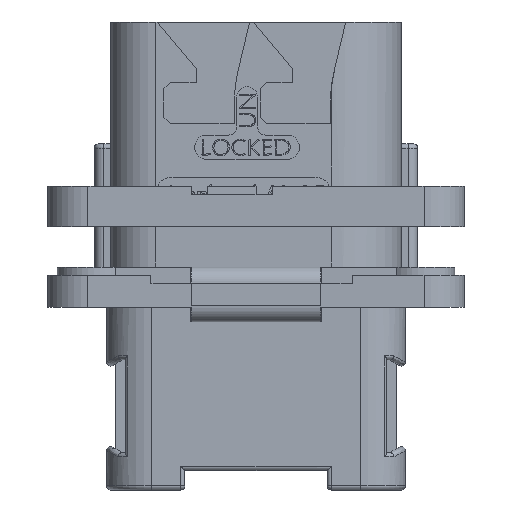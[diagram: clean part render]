
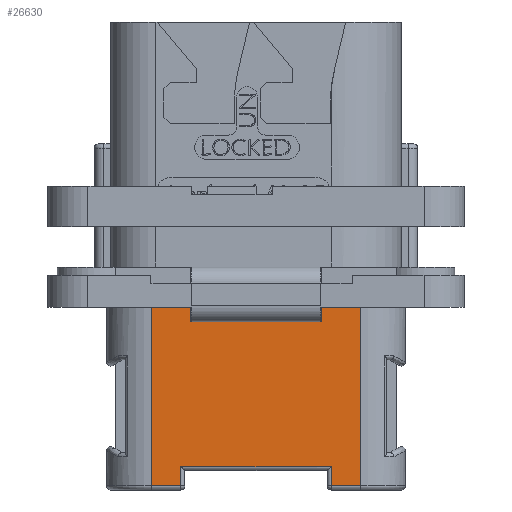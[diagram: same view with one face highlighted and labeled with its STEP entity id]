
A CAD part, left-side view. The second image highlights one B-rep face of the part: STEP entity #26630.
In plain terms, the highlighted planar face has unit normal (-1, 0, 0).
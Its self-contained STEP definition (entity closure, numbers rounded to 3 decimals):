
#2886=DIRECTION('',(0.,1.,0.));
#2887=VECTOR('',#2886,12.9);
#2888=CARTESIAN_POINT('',(-9.25,-6.45,0.));
#2889=LINE('',#2888,#2887);
#3458=DIRECTION('',(0.,1.,0.));
#3459=VECTOR('',#3458,9.294);
#3460=CARTESIAN_POINT('',(-9.25,-4.647,-9.85));
#3461=LINE('',#3460,#3459);
#3462=DIRECTION('',(0.,1.,0.));
#3463=VECTOR('',#3462,1.803);
#3464=CARTESIAN_POINT('',(-9.25,4.647,-11.05));
#3465=LINE('',#3464,#3463);
#3466=DIRECTION('',(0.,0.,1.));
#3467=VECTOR('',#3466,11.05);
#3468=CARTESIAN_POINT('',(-9.25,6.45,-11.05));
#3469=LINE('',#3468,#3467);
#3470=DIRECTION('',(0.,0.,1.));
#3471=VECTOR('',#3470,11.05);
#3472=CARTESIAN_POINT('',(-9.25,-6.45,-11.05));
#3473=LINE('',#3472,#3471);
#3474=DIRECTION('',(0.,1.,0.));
#3475=VECTOR('',#3474,1.803);
#3476=CARTESIAN_POINT('',(-9.25,-6.45,-11.05));
#3477=LINE('',#3476,#3475);
#3503=DIRECTION('',(0.,0.,-1.));
#3504=VECTOR('',#3503,1.2);
#3505=CARTESIAN_POINT('',(-9.25,-4.647,-9.85));
#3506=LINE('',#3505,#3504);
#8080=DIRECTION('',(0.,0.,1.));
#8081=VECTOR('',#8080,1.2);
#8082=CARTESIAN_POINT('',(-9.25,4.647,-11.05));
#8083=LINE('',#8082,#8081);
#20473=CARTESIAN_POINT('',(-9.25,-6.45,0.));
#20474=CARTESIAN_POINT('',(-9.25,6.45,0.));
#20475=VERTEX_POINT('',#20473);
#20476=VERTEX_POINT('',#20474);
#20573=CARTESIAN_POINT('',(-9.25,-6.45,-11.05));
#20574=VERTEX_POINT('',#20573);
#20577=CARTESIAN_POINT('',(-9.25,-4.647,-11.05));
#20578=VERTEX_POINT('',#20577);
#20594=CARTESIAN_POINT('',(-9.25,4.647,-11.05));
#20596=VERTEX_POINT('',#20594);
#20599=CARTESIAN_POINT('',(-9.25,6.45,-11.05));
#20600=VERTEX_POINT('',#20599);
#21030=CARTESIAN_POINT('',(-9.25,-4.647,-9.85));
#21031=CARTESIAN_POINT('',(-9.25,4.647,-9.85));
#21032=VERTEX_POINT('',#21030);
#21033=VERTEX_POINT('',#21031);
#26608=CARTESIAN_POINT('',(-9.25,-9.25,0.));
#26609=DIRECTION('',(-1.,0.,0.));
#26610=DIRECTION('',(0.,1.,0.));
#26611=AXIS2_PLACEMENT_3D('',#26608,#26609,#26610);
#26612=PLANE('',#26611);
#26614=ORIENTED_EDGE('',*,*,#26613,.T.);
#26616=ORIENTED_EDGE('',*,*,#26615,.F.);
#26618=ORIENTED_EDGE('',*,*,#26617,.T.);
#26620=ORIENTED_EDGE('',*,*,#26619,.T.);
#26621=ORIENTED_EDGE('',*,*,#25730,.F.);
#26623=ORIENTED_EDGE('',*,*,#26622,.F.);
#26625=ORIENTED_EDGE('',*,*,#26624,.T.);
#26627=ORIENTED_EDGE('',*,*,#26626,.F.);
#26628=EDGE_LOOP('',(#26614,#26616,#26618,#26620,#26621,#26623,#26625,#26627));
#26629=FACE_OUTER_BOUND('',#26628,.F.);
#26630=ADVANCED_FACE('',(#26629),#26612,.T.);
#25730=EDGE_CURVE('',#20475,#20476,#2889,.T.);
#26613=EDGE_CURVE('',#21032,#21033,#3461,.T.);
#26615=EDGE_CURVE('',#20596,#21033,#8083,.T.);
#26617=EDGE_CURVE('',#20596,#20600,#3465,.T.);
#26619=EDGE_CURVE('',#20600,#20476,#3469,.T.);
#26622=EDGE_CURVE('',#20574,#20475,#3473,.T.);
#26624=EDGE_CURVE('',#20574,#20578,#3477,.T.);
#26626=EDGE_CURVE('',#21032,#20578,#3506,.T.);
